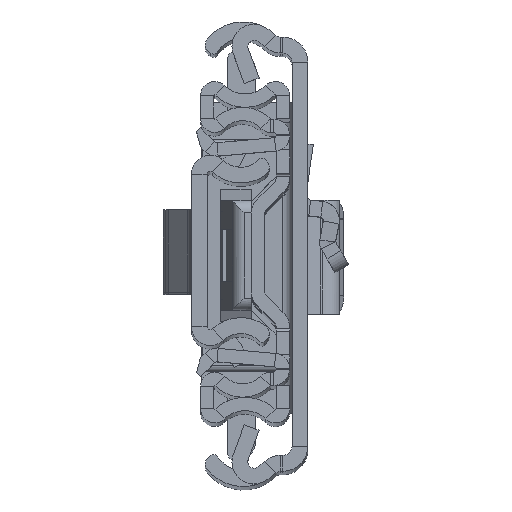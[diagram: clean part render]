
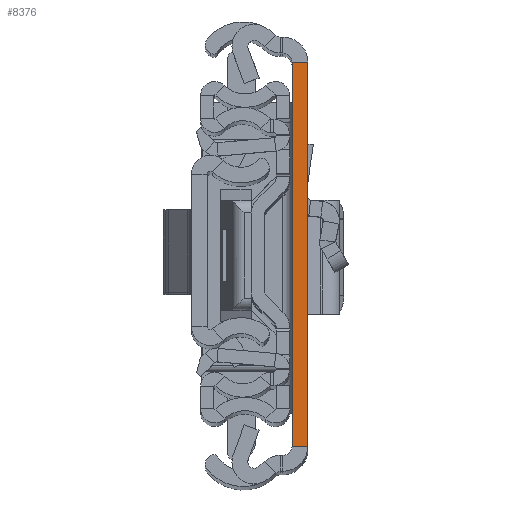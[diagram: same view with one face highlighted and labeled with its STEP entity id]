
A CAD part, top view. The second image highlights one B-rep face of the part: STEP entity #8376.
In plain terms, the highlighted planar face has unit normal (0, 0, 1).
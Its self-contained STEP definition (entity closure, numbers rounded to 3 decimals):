
#49 = VERTEX_POINT ( 'NONE', #14250 ) ;
#52 = VECTOR ( 'NONE', #4808, 1000. ) ;
#501 = DIRECTION ( 'NONE',  ( 0., 1., 0. ) ) ;
#601 = ORIENTED_EDGE ( 'NONE', *, *, #10521, .F. ) ;
#1430 = CARTESIAN_POINT ( 'NONE',  ( 0., -31.5, 0. ) ) ;
#2216 = CARTESIAN_POINT ( 'NONE',  ( 2.6, 31.5, 0. ) ) ;
#2233 = DIRECTION ( 'NONE',  ( 1., 0., 0. ) ) ;
#3258 = VECTOR ( 'NONE', #16147, 1000. ) ;
#3620 = LINE ( 'NONE', #6424, #6099 ) ;
#3720 = CARTESIAN_POINT ( 'NONE',  ( 2.6, -31.5, 0. ) ) ;
#4498 = ORIENTED_EDGE ( 'NONE', *, *, #5714, .T. ) ;
#4808 = DIRECTION ( 'NONE',  ( 1., 0., 0. ) ) ;
#5714 = EDGE_CURVE ( 'NONE', #7098, #13261, #6012, .T. ) ;
#6012 = LINE ( 'NONE', #6377, #3258 ) ;
#6099 = VECTOR ( 'NONE', #2233, 1000. ) ;
#6377 = CARTESIAN_POINT ( 'NONE',  ( 2.6, -31.5, 0. ) ) ;
#6424 = CARTESIAN_POINT ( 'NONE',  ( 2.6, 31.5, 0. ) ) ;
#7098 = VERTEX_POINT ( 'NONE', #3720 ) ;
#8376 = ADVANCED_FACE ( 'NONE', ( #15968 ), #16150, .F. ) ;
#8707 = EDGE_LOOP ( 'NONE', ( #13714, #601, #12321, #4498 ) ) ;
#8836 = VECTOR ( 'NONE', #16303, 1000. ) ;
#8871 = DIRECTION ( 'NONE',  ( 0., 0., -1. ) ) ;
#9553 = AXIS2_PLACEMENT_3D ( 'NONE', #13158, #8871, #501 ) ;
#10015 = EDGE_CURVE ( 'NONE', #12237, #7098, #14728, .T. ) ;
#10521 = EDGE_CURVE ( 'NONE', #12237, #49, #10585, .T. ) ;
#10585 = LINE ( 'NONE', #17892, #8836 ) ;
#12237 = VERTEX_POINT ( 'NONE', #1430 ) ;
#12321 = ORIENTED_EDGE ( 'NONE', *, *, #10015, .T. ) ;
#12883 = EDGE_CURVE ( 'NONE', #49, #13261, #3620, .T. ) ;
#13158 = CARTESIAN_POINT ( 'NONE',  ( 2.6, -31.5, 0. ) ) ;
#13261 = VERTEX_POINT ( 'NONE', #2216 ) ;
#13714 = ORIENTED_EDGE ( 'NONE', *, *, #12883, .F. ) ;
#14250 = CARTESIAN_POINT ( 'NONE',  ( 0., 31.5, 0. ) ) ;
#14636 = CARTESIAN_POINT ( 'NONE',  ( 2.6, -31.5, 0. ) ) ;
#14728 = LINE ( 'NONE', #14636, #52 ) ;
#15968 = FACE_OUTER_BOUND ( 'NONE', #8707, .T. ) ;
#16147 = DIRECTION ( 'NONE',  ( 0., 1., 0. ) ) ;
#16150 = PLANE ( 'NONE',  #9553 ) ;
#16303 = DIRECTION ( 'NONE',  ( 0., 1., 0. ) ) ;
#17892 = CARTESIAN_POINT ( 'NONE',  ( 0., -31.5, 0. ) ) ;
